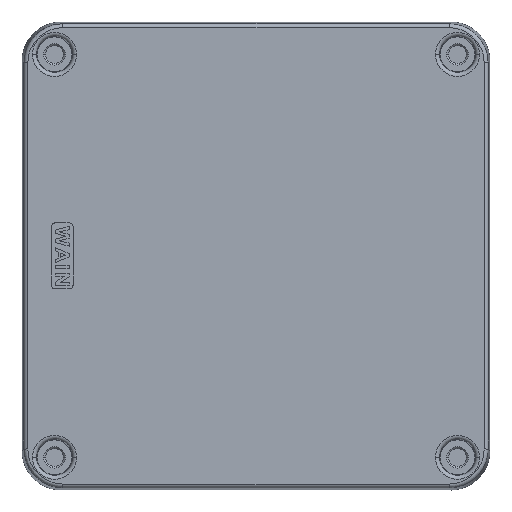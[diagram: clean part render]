
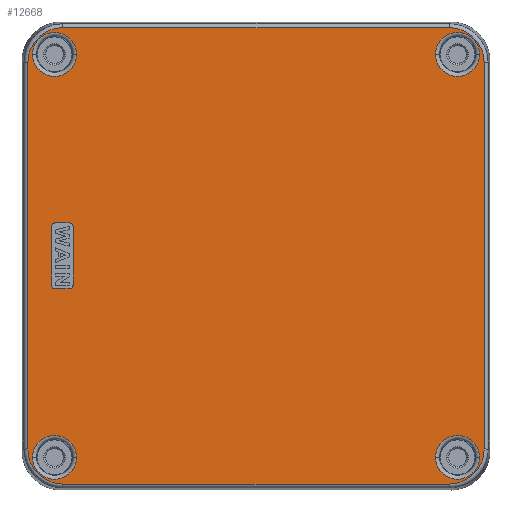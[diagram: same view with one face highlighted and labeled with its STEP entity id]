
A CAD part, top view. The second image highlights one B-rep face of the part: STEP entity #12668.
In plain terms, the highlighted planar face has unit normal (0, 0, 1).
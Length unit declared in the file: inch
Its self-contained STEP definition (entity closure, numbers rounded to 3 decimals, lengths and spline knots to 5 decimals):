
#8343=DIRECTION('',(-1.,0.,0.));
#8344=VECTOR('',#8343,3.90591);
#8345=CARTESIAN_POINT('',(4.90571,0.05503,
0.77953));
#8346=LINE('',#8345,#8344);
#8347=CARTESIAN_POINT('',(4.90577,0.40919,
0.77953));
#8348=DIRECTION('',(0.,0.,1.));
#8349=DIRECTION('',(0.,-1.,0.));
#8350=AXIS2_PLACEMENT_3D('',#8347,#8348,#8349);
#8352=CARTESIAN_POINT('',(0.99974,0.40919,
0.77953));
#8353=DIRECTION('',(0.,0.,1.));
#8354=DIRECTION('',(-1.,0.,0.));
#8355=AXIS2_PLACEMENT_3D('',#8352,#8353,#8354);
#8357=CARTESIAN_POINT('',(0.99974,4.31522,
0.77953));
#8358=DIRECTION('',(0.,0.,1.));
#8359=DIRECTION('',(0.,1.,0.));
#8360=AXIS2_PLACEMENT_3D('',#8357,#8358,#8359);
#8362=CARTESIAN_POINT('',(4.90577,4.31522,0.77953));
#8363=DIRECTION('',(0.,0.,1.));
#8364=DIRECTION('',(1.,0.,0.));
#8365=AXIS2_PLACEMENT_3D('',#8362,#8363,#8364);
#8367=DIRECTION('',(1.,0.,0.));
#8368=VECTOR('',#8367,0.1378);
#8369=CARTESIAN_POINT('',(0.9252,2.69685,
0.77953));
#8370=LINE('',#8369,#8368);
#8371=CARTESIAN_POINT('',(0.9252,2.65748,
0.77953));
#8372=DIRECTION('',(0.,0.,-1.));
#8373=DIRECTION('',(-1.,0.,0.));
#8374=AXIS2_PLACEMENT_3D('',#8371,#8372,#8373);
#8376=DIRECTION('',(0.,1.,0.));
#8377=VECTOR('',#8376,0.59055);
#8378=CARTESIAN_POINT('',(0.88583,2.06693,
0.77953));
#8379=LINE('',#8378,#8377);
#8380=CARTESIAN_POINT('',(0.9252,2.06693,
0.77953));
#8381=DIRECTION('',(0.,0.,-1.));
#8382=DIRECTION('',(0.,-1.,0.));
#8383=AXIS2_PLACEMENT_3D('',#8380,#8381,#8382);
#8385=DIRECTION('',(-1.,0.,0.));
#8386=VECTOR('',#8385,0.1378);
#8387=CARTESIAN_POINT('',(1.06299,2.02756,0.77953));
#8388=LINE('',#8387,#8386);
#8389=CARTESIAN_POINT('',(1.06299,2.06693,0.77953));
#8390=DIRECTION('',(0.,0.,-1.));
#8391=DIRECTION('',(1.,0.,0.));
#8392=AXIS2_PLACEMENT_3D('',#8389,#8390,#8391);
#8394=DIRECTION('',(0.,-1.,0.));
#8395=VECTOR('',#8394,0.59055);
#8396=CARTESIAN_POINT('',(1.10236,2.65748,0.77953));
#8397=LINE('',#8396,#8395);
#8398=CARTESIAN_POINT('',(1.06299,2.65748,0.77953));
#8399=DIRECTION('',(0.,0.,-1.));
#8400=DIRECTION('',(0.,1.,0.));
#8401=AXIS2_PLACEMENT_3D('',#8398,#8399,#8400);
#8403=CARTESIAN_POINT('',(4.99016,4.39961,0.77953));
#8404=DIRECTION('',(0.,0.,-1.));
#8405=DIRECTION('',(-1.,0.,0.));
#8406=AXIS2_PLACEMENT_3D('',#8403,#8404,#8405);
#8408=CARTESIAN_POINT('',(4.99016,4.39961,0.77953));
#8409=DIRECTION('',(0.,0.,-1.));
#8410=DIRECTION('',(1.,0.,0.));
#8411=AXIS2_PLACEMENT_3D('',#8408,#8409,#8410);
#8413=CARTESIAN_POINT('',(4.99016,0.3248,
0.77953));
#8414=DIRECTION('',(0.,0.,-1.));
#8415=DIRECTION('',(-1.,0.,0.));
#8416=AXIS2_PLACEMENT_3D('',#8413,#8414,#8415);
#8418=CARTESIAN_POINT('',(4.99016,0.3248,
0.77953));
#8419=DIRECTION('',(0.,0.,-1.));
#8420=DIRECTION('',(1.,0.,0.));
#8421=AXIS2_PLACEMENT_3D('',#8418,#8419,#8420);
#8423=CARTESIAN_POINT('',(0.91535,4.39961,
0.77953));
#8424=DIRECTION('',(0.,0.,-1.));
#8425=DIRECTION('',(-1.,0.,0.));
#8426=AXIS2_PLACEMENT_3D('',#8423,#8424,#8425);
#8428=CARTESIAN_POINT('',(0.91535,4.39961,
0.77953));
#8429=DIRECTION('',(0.,0.,-1.));
#8430=DIRECTION('',(1.,0.,0.));
#8431=AXIS2_PLACEMENT_3D('',#8428,#8429,#8430);
#8433=CARTESIAN_POINT('',(0.91535,0.3248,
0.77953));
#8434=DIRECTION('',(0.,0.,-1.));
#8435=DIRECTION('',(1.,0.,0.));
#8436=AXIS2_PLACEMENT_3D('',#8433,#8434,#8435);
#8438=CARTESIAN_POINT('',(0.91535,0.3248,
0.77953));
#8439=DIRECTION('',(0.,0.,-1.));
#8440=DIRECTION('',(-1.,0.,0.));
#8441=AXIS2_PLACEMENT_3D('',#8438,#8439,#8440);
#8448=DIRECTION('',(0.,1.,0.));
#8449=VECTOR('',#8448,3.90591);
#8450=CARTESIAN_POINT('',(0.64559,0.40925,
0.77953));
#8451=LINE('',#8450,#8449);
#8466=DIRECTION('',(1.,0.,0.));
#8467=VECTOR('',#8466,3.90591);
#8468=CARTESIAN_POINT('',(0.9998,4.66938,
0.77953));
#8469=LINE('',#8468,#8467);
#8484=DIRECTION('',(0.,-1.,0.));
#8485=VECTOR('',#8484,3.90591);
#8486=CARTESIAN_POINT('',(5.25993,4.31516,0.77953));
#8487=LINE('',#8486,#8485);
#11455=CARTESIAN_POINT('',(1.13741,4.39961,
0.77953));
#11457=VERTEX_POINT('',#11455);
#11462=CARTESIAN_POINT('',(0.6933,4.39961,
0.77953));
#11463=VERTEX_POINT('',#11462);
#11471=CARTESIAN_POINT('',(4.90572,0.05503,
0.77953));
#11473=VERTEX_POINT('',#11471);
#11475=CARTESIAN_POINT('',(5.25993,0.40924,
0.77953));
#11476=VERTEX_POINT('',#11475);
#11477=CARTESIAN_POINT('',(0.9998,0.05503,
0.77953));
#11478=VERTEX_POINT('',#11477);
#11482=CARTESIAN_POINT('',(0.64558,0.40924,
0.77953));
#11484=VERTEX_POINT('',#11482);
#11485=CARTESIAN_POINT('',(0.64558,4.31517,
0.77953));
#11487=VERTEX_POINT('',#11485);
#11490=CARTESIAN_POINT('',(0.99979,4.66938,
0.77953));
#11492=VERTEX_POINT('',#11490);
#11494=CARTESIAN_POINT('',(4.90572,4.66938,
0.77953));
#11496=VERTEX_POINT('',#11494);
#11499=CARTESIAN_POINT('',(5.25993,4.31517,
0.77953));
#11501=VERTEX_POINT('',#11499);
#11950=CARTESIAN_POINT('',(4.7681,4.39961,
0.77953));
#11952=VERTEX_POINT('',#11950);
#11957=CARTESIAN_POINT('',(5.21222,4.39961,
0.77953));
#11958=VERTEX_POINT('',#11957);
#11966=CARTESIAN_POINT('',(4.7681,0.3248,
0.77953));
#11968=VERTEX_POINT('',#11966);
#11973=CARTESIAN_POINT('',(5.21222,0.3248,
0.77953));
#11974=VERTEX_POINT('',#11973);
#12025=CARTESIAN_POINT('',(1.13741,0.3248,
0.77953));
#12026=VERTEX_POINT('',#12025);
#12027=CARTESIAN_POINT('',(0.6933,0.3248,
0.77953));
#12028=VERTEX_POINT('',#12027);
#12197=CARTESIAN_POINT('',(0.88583,2.06693,
0.77953));
#12198=VERTEX_POINT('',#12197);
#12199=CARTESIAN_POINT('',(0.88583,2.65748,
0.77953));
#12200=VERTEX_POINT('',#12199);
#12201=CARTESIAN_POINT('',(0.9252,2.02756,
0.77953));
#12202=VERTEX_POINT('',#12201);
#12203=CARTESIAN_POINT('',(1.06299,2.02756,
0.77953));
#12204=VERTEX_POINT('',#12203);
#12205=CARTESIAN_POINT('',(1.10236,2.06693,
0.77953));
#12206=VERTEX_POINT('',#12205);
#12207=CARTESIAN_POINT('',(1.10236,2.65748,
0.77953));
#12208=VERTEX_POINT('',#12207);
#12209=CARTESIAN_POINT('',(1.06299,2.69685,
0.77953));
#12210=VERTEX_POINT('',#12209);
#12211=CARTESIAN_POINT('',(0.9252,2.69685,
0.77953));
#12212=VERTEX_POINT('',#12211);
#12605=CARTESIAN_POINT('',(2.95276,2.3622,
0.77953));
#12606=DIRECTION('',(0.,0.,-1.));
#12607=DIRECTION('',(1.,0.,0.));
#12608=AXIS2_PLACEMENT_3D('',#12605,#12606,#12607);
#12609=PLANE('',#12608);
#12610=ORIENTED_EDGE('',*,*,#12596,.F.);
#12611=ORIENTED_EDGE('',*,*,#12585,.T.);
#12613=ORIENTED_EDGE('',*,*,#12612,.F.);
#12615=ORIENTED_EDGE('',*,*,#12614,.T.);
#12617=ORIENTED_EDGE('',*,*,#12616,.F.);
#12619=ORIENTED_EDGE('',*,*,#12618,.T.);
#12621=ORIENTED_EDGE('',*,*,#12620,.F.);
#12623=ORIENTED_EDGE('',*,*,#12622,.T.);
#12624=EDGE_LOOP('',(#12610,#12611,#12613,#12615,#12617,#12619,#12621,#12623));
#12625=FACE_OUTER_BOUND('',#12624,.F.);
#12627=ORIENTED_EDGE('',*,*,#12626,.F.);
#12629=ORIENTED_EDGE('',*,*,#12628,.F.);
#12631=ORIENTED_EDGE('',*,*,#12630,.F.);
#12633=ORIENTED_EDGE('',*,*,#12632,.F.);
#12635=ORIENTED_EDGE('',*,*,#12634,.F.);
#12637=ORIENTED_EDGE('',*,*,#12636,.F.);
#12639=ORIENTED_EDGE('',*,*,#12638,.F.);
#12641=ORIENTED_EDGE('',*,*,#12640,.F.);
#12642=EDGE_LOOP('',(#12627,#12629,#12631,#12633,#12635,#12637,#12639,#12641));
#12643=FACE_BOUND('',#12642,.F.);
#12645=ORIENTED_EDGE('',*,*,#12644,.F.);
#12647=ORIENTED_EDGE('',*,*,#12646,.F.);
#12648=EDGE_LOOP('',(#12645,#12647));
#12649=FACE_BOUND('',#12648,.F.);
#12651=ORIENTED_EDGE('',*,*,#12650,.F.);
#12653=ORIENTED_EDGE('',*,*,#12652,.F.);
#12654=EDGE_LOOP('',(#12651,#12653));
#12655=FACE_BOUND('',#12654,.F.);
#12657=ORIENTED_EDGE('',*,*,#12656,.F.);
#12659=ORIENTED_EDGE('',*,*,#12658,.F.);
#12660=EDGE_LOOP('',(#12657,#12659));
#12661=FACE_BOUND('',#12660,.F.);
#12663=ORIENTED_EDGE('',*,*,#12662,.F.);
#12665=ORIENTED_EDGE('',*,*,#12664,.F.);
#12666=EDGE_LOOP('',(#12663,#12665));
#12667=FACE_BOUND('',#12666,.F.);
#12668=ADVANCED_FACE('',(#12625,#12643,#12649,#12655,#12661,#12667),#12609,.F.);
#8351=CIRCLE('',#8350,0.35415);
#8356=CIRCLE('',#8355,0.35415);
#8361=CIRCLE('',#8360,0.35415);
#8366=CIRCLE('',#8365,0.35415);
#8375=CIRCLE('',#8374,0.03937);
#8384=CIRCLE('',#8383,0.03937);
#8393=CIRCLE('',#8392,0.03937);
#8402=CIRCLE('',#8401,0.03937);
#8407=CIRCLE('',#8406,0.22206);
#8412=CIRCLE('',#8411,0.22206);
#8417=CIRCLE('',#8416,0.22206);
#8422=CIRCLE('',#8421,0.22206);
#8427=CIRCLE('',#8426,0.22206);
#8432=CIRCLE('',#8431,0.22206);
#8437=CIRCLE('',#8436,0.22206);
#8442=CIRCLE('',#8441,0.22206);
#12585=EDGE_CURVE('',#11473,#11478,#8346,.T.);
#12596=EDGE_CURVE('',#11473,#11476,#8351,.T.);
#12612=EDGE_CURVE('',#11484,#11478,#8356,.T.);
#12614=EDGE_CURVE('',#11484,#11487,#8451,.T.);
#12616=EDGE_CURVE('',#11492,#11487,#8361,.T.);
#12618=EDGE_CURVE('',#11492,#11496,#8469,.T.);
#12620=EDGE_CURVE('',#11501,#11496,#8366,.T.);
#12622=EDGE_CURVE('',#11501,#11476,#8487,.T.);
#12626=EDGE_CURVE('',#12212,#12210,#8370,.T.);
#12628=EDGE_CURVE('',#12200,#12212,#8375,.T.);
#12630=EDGE_CURVE('',#12198,#12200,#8379,.T.);
#12632=EDGE_CURVE('',#12202,#12198,#8384,.T.);
#12634=EDGE_CURVE('',#12204,#12202,#8388,.T.);
#12636=EDGE_CURVE('',#12206,#12204,#8393,.T.);
#12638=EDGE_CURVE('',#12208,#12206,#8397,.T.);
#12640=EDGE_CURVE('',#12210,#12208,#8402,.T.);
#12644=EDGE_CURVE('',#11952,#11958,#8407,.T.);
#12646=EDGE_CURVE('',#11958,#11952,#8412,.T.);
#12650=EDGE_CURVE('',#11968,#11974,#8417,.T.);
#12652=EDGE_CURVE('',#11974,#11968,#8422,.T.);
#12656=EDGE_CURVE('',#11463,#11457,#8427,.T.);
#12658=EDGE_CURVE('',#11457,#11463,#8432,.T.);
#12662=EDGE_CURVE('',#12026,#12028,#8437,.T.);
#12664=EDGE_CURVE('',#12028,#12026,#8442,.T.);
